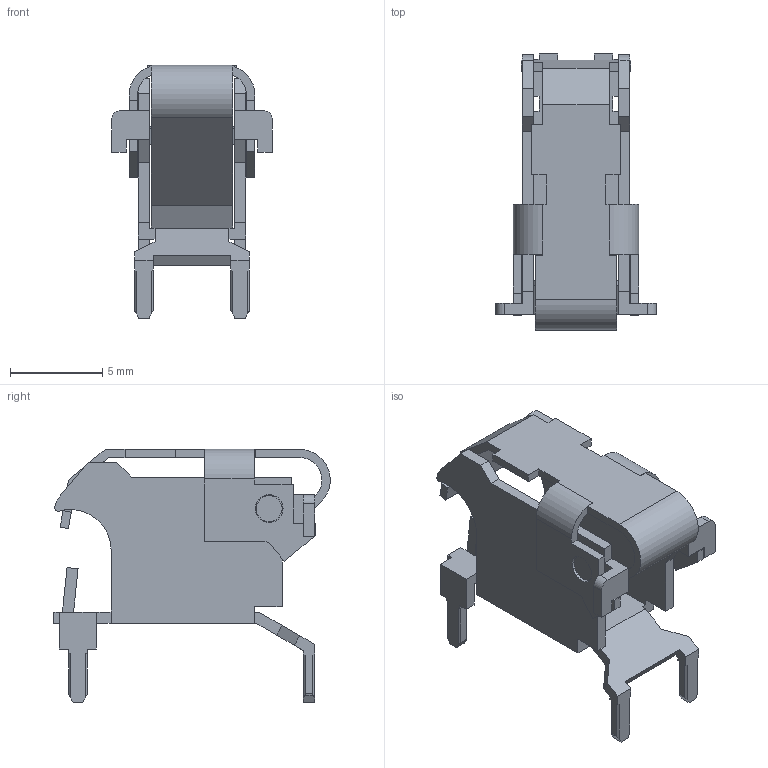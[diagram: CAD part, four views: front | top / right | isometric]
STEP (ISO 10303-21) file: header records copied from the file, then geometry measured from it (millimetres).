
FILE_DESCRIPTION(('Creo Elements/Direct Modeling STEP Export'),'2;1');
FILE_NAME('model.stp','2019-08-16T 7:42:04',(''),(''),'Creo Elements/Direct Modeling STEP processor for AP214 (Solid Model)','Creo Elements/Direct Modeling 20.1A 29-Sep-2018 (C) Parametric Technology GmbH','');
FILE_SCHEMA(('AUTOMOTIVE_DESIGN { 1 0 10303 214 1 1 1 1 }'));
Length unit declared in the file: millimetre
Products named in the file (3): PTSPL_6_METAL_THR__00573315; PV-CF-SPL_6; PTSPL_6_1-2X2_2.9
Assembly tree (2 placements, depth 2):
  PTSPL_6_1-2X2_2.9
    PV-CF-SPL_6
    PTSPL_6_METAL_THR__00573315
Bounding box: 8.7 x 14.95 x 13.7 mm (x, y, z)
Volume: 226.9 mm3; surface area: 969.7 mm2
Topology: 2 solids, 2 shells, 214 faces, 630 edges, 422 vertices
Faces by surface type: plane 187, cylinder 27
Entity records: 8735 total; most frequent: ORIENTED_EDGE 1260, CARTESIAN_POINT 1248, DIRECTION 1085, EDGE_CURVE 630, VECTOR 567, LINE 567, VERTEX_POINT 422, AXIS2_PLACEMENT_3D 259
